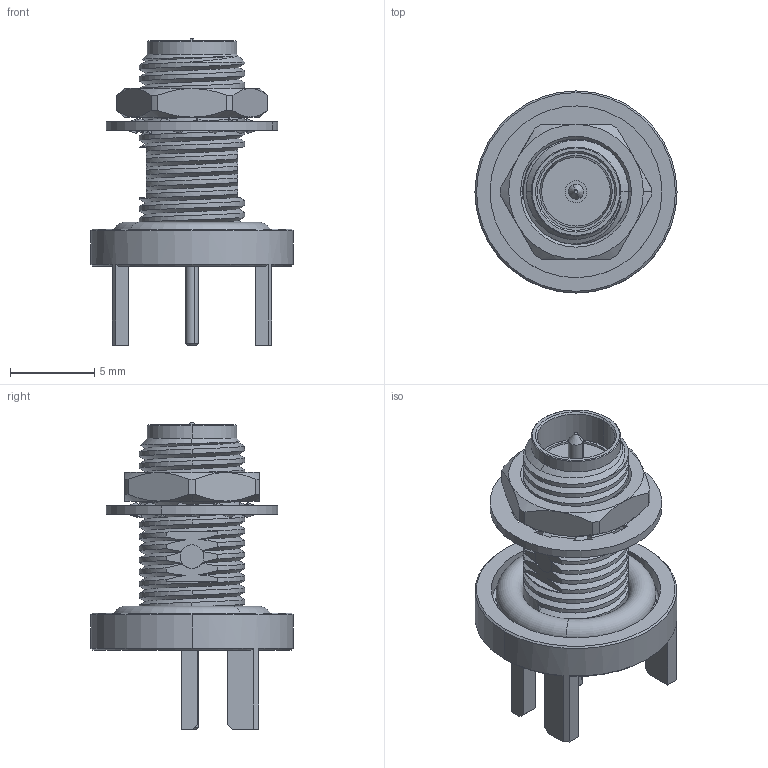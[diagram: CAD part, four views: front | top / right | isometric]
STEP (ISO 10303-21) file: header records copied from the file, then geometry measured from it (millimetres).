
FILE_DESCRIPTION (( 'STEP AP214' ), '1' );
FILE_NAME ('31-462-1-D3-1.6.STEP', '2024-08-12T19:43:35', ( '' ), ( '' ), 'SwSTEP 2.0', 'SolidWorks 2024', '' );
FILE_SCHEMA (( 'AUTOMOTIVE_DESIGN' ));
Length unit declared in the file: millimetre
Products named in the file (1): 31-462-1-D3-1.6
Bounding box: 12 x 12 x 18.2 mm (x, y, z)
Surface area: 1318 mm2 (no closed solid volume)
Topology: 0 solids, 10 shells, 273 faces, 725 edges, 464 vertices
Faces by surface type: plane 86, cylinder 76, bspline 60, cone 43, torus 8
Entity records: 16797 total; most frequent: CARTESIAN_POINT 10608, ORIENTED_EDGE 1414, DIRECTION 1096, EDGE_CURVE 725, VERTEX_POINT 464, AXIS2_PLACEMENT_3D 388, LINE 320, VECTOR 320
